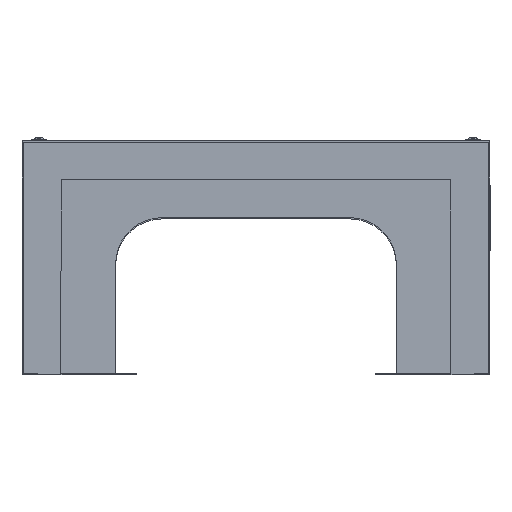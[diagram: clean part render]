
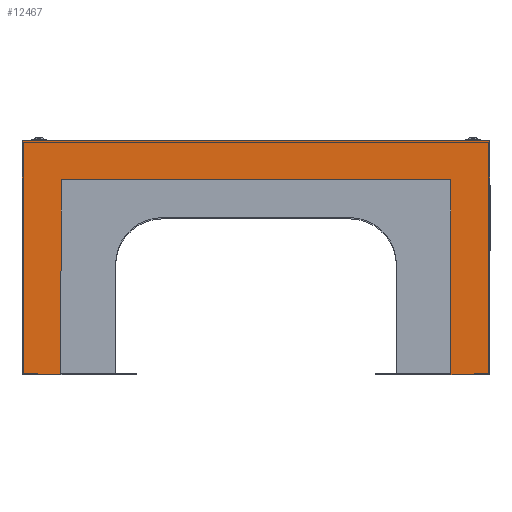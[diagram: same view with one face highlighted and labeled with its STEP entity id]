
A CAD part, front view. The second image highlights one B-rep face of the part: STEP entity #12467.
In plain terms, the highlighted planar face has unit normal (0, -1, 0).
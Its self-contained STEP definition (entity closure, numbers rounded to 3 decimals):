
#114 = EDGE_CURVE ( 'NONE', #18633, #22460, #20224, .T. ) ;
#177 = VECTOR ( 'NONE', #10964, 1000. ) ;
#484 = EDGE_CURVE ( 'NONE', #22460, #7184, #15216, .T. ) ;
#620 = CARTESIAN_POINT ( 'NONE',  ( -150., 0., -150. ) ) ;
#882 = LINE ( 'NONE', #21448, #15860 ) ;
#926 = VECTOR ( 'NONE', #3840, 1000. ) ;
#955 = LINE ( 'NONE', #6282, #7828 ) ;
#1197 = CARTESIAN_POINT ( 'NONE',  ( 125., 0., -150. ) ) ;
#2068 = DIRECTION ( 'NONE',  ( 1., 0., 0. ) ) ;
#2492 = EDGE_LOOP ( 'NONE', ( #7494, #25880, #9978, #3449, #25080, #15893, #5713, #19624 ) ) ;
#3121 = CARTESIAN_POINT ( 'NONE',  ( 0., 0., 0. ) ) ;
#3263 = DIRECTION ( 'NONE',  ( 1., 0., 0. ) ) ;
#3290 = PLANE ( 'NONE',  #12342 ) ;
#3449 = ORIENTED_EDGE ( 'NONE', *, *, #21516, .T. ) ;
#3840 = DIRECTION ( 'NONE',  ( 0., 0., -1. ) ) ;
#3908 = DIRECTION ( 'NONE',  ( 0., 0., -1. ) ) ;
#5713 = ORIENTED_EDGE ( 'NONE', *, *, #12569, .F. ) ;
#6006 = CARTESIAN_POINT ( 'NONE',  ( 125., 0., -150. ) ) ;
#6282 = CARTESIAN_POINT ( 'NONE',  ( -150., 0., -150. ) ) ;
#6394 = VERTEX_POINT ( 'NONE', #17250 ) ;
#6429 = FACE_OUTER_BOUND ( 'NONE', #2492, .T. ) ;
#6771 = EDGE_CURVE ( 'NONE', #16245, #6394, #23167, .T. ) ;
#6895 = VECTOR ( 'NONE', #2068, 1000. ) ;
#7132 = CARTESIAN_POINT ( 'NONE',  ( 150., 0., 0. ) ) ;
#7184 = VERTEX_POINT ( 'NONE', #21735 ) ;
#7198 = CARTESIAN_POINT ( 'NONE',  ( -150., 0., -25. ) ) ;
#7405 = LINE ( 'NONE', #10876, #177 ) ;
#7494 = ORIENTED_EDGE ( 'NONE', *, *, #24869, .T. ) ;
#7828 = VECTOR ( 'NONE', #20225, 1000. ) ;
#9087 = VERTEX_POINT ( 'NONE', #620 ) ;
#9536 = EDGE_CURVE ( 'NONE', #9087, #12521, #955, .T. ) ;
#9589 = DIRECTION ( 'NONE',  ( 1., 0., 0. ) ) ;
#9615 = VECTOR ( 'NONE', #20692, 1000. ) ;
#9978 = ORIENTED_EDGE ( 'NONE', *, *, #484, .T. ) ;
#10834 = CARTESIAN_POINT ( 'NONE',  ( -125., 0., -150. ) ) ;
#10876 = CARTESIAN_POINT ( 'NONE',  ( -150., 0., 0. ) ) ;
#10964 = DIRECTION ( 'NONE',  ( 1., 0., 0. ) ) ;
#11746 = CARTESIAN_POINT ( 'NONE',  ( 125., 0., 0. ) ) ;
#12342 = AXIS2_PLACEMENT_3D ( 'NONE', #3121, #23003, #20990 ) ;
#12467 = ADVANCED_FACE ( 'NONE', ( #6429 ), #3290, .T. ) ;
#12521 = VERTEX_POINT ( 'NONE', #22842 ) ;
#12550 = VECTOR ( 'NONE', #3908, 1000. ) ;
#12569 = EDGE_CURVE ( 'NONE', #12521, #16245, #7405, .T. ) ;
#15216 = LINE ( 'NONE', #7198, #17381 ) ;
#15658 = VERTEX_POINT ( 'NONE', #1197 ) ;
#15860 = VECTOR ( 'NONE', #9589, 1000. ) ;
#15893 = ORIENTED_EDGE ( 'NONE', *, *, #6771, .F. ) ;
#16245 = VERTEX_POINT ( 'NONE', #7132 ) ;
#16874 = CARTESIAN_POINT ( 'NONE',  ( -125., 0., -25. ) ) ;
#17250 = CARTESIAN_POINT ( 'NONE',  ( 150., 0., -150. ) ) ;
#17381 = VECTOR ( 'NONE', #3263, 1000. ) ;
#18633 = VERTEX_POINT ( 'NONE', #20626 ) ;
#19624 = ORIENTED_EDGE ( 'NONE', *, *, #9536, .F. ) ;
#20193 = CARTESIAN_POINT ( 'NONE',  ( 150., 0., 0. ) ) ;
#20224 = LINE ( 'NONE', #10834, #9615 ) ;
#20225 = DIRECTION ( 'NONE',  ( 0., 0., 1. ) ) ;
#20626 = CARTESIAN_POINT ( 'NONE',  ( -125., 0., -150. ) ) ;
#20692 = DIRECTION ( 'NONE',  ( 0., 0., 1. ) ) ;
#20990 = DIRECTION ( 'NONE',  ( -1., 0., 0. ) ) ;
#21448 = CARTESIAN_POINT ( 'NONE',  ( -150., 0., -150. ) ) ;
#21516 = EDGE_CURVE ( 'NONE', #7184, #15658, #23087, .T. ) ;
#21518 = LINE ( 'NONE', #6006, #6895 ) ;
#21615 = EDGE_CURVE ( 'NONE', #15658, #6394, #21518, .T. ) ;
#21735 = CARTESIAN_POINT ( 'NONE',  ( 125., 0., -25. ) ) ;
#22460 = VERTEX_POINT ( 'NONE', #16874 ) ;
#22842 = CARTESIAN_POINT ( 'NONE',  ( -150., 0., 0. ) ) ;
#23003 = DIRECTION ( 'NONE',  ( 0., -1., 0. ) ) ;
#23087 = LINE ( 'NONE', #11746, #926 ) ;
#23167 = LINE ( 'NONE', #20193, #12550 ) ;
#24869 = EDGE_CURVE ( 'NONE', #9087, #18633, #882, .T. ) ;
#25080 = ORIENTED_EDGE ( 'NONE', *, *, #21615, .T. ) ;
#25880 = ORIENTED_EDGE ( 'NONE', *, *, #114, .T. ) ;
